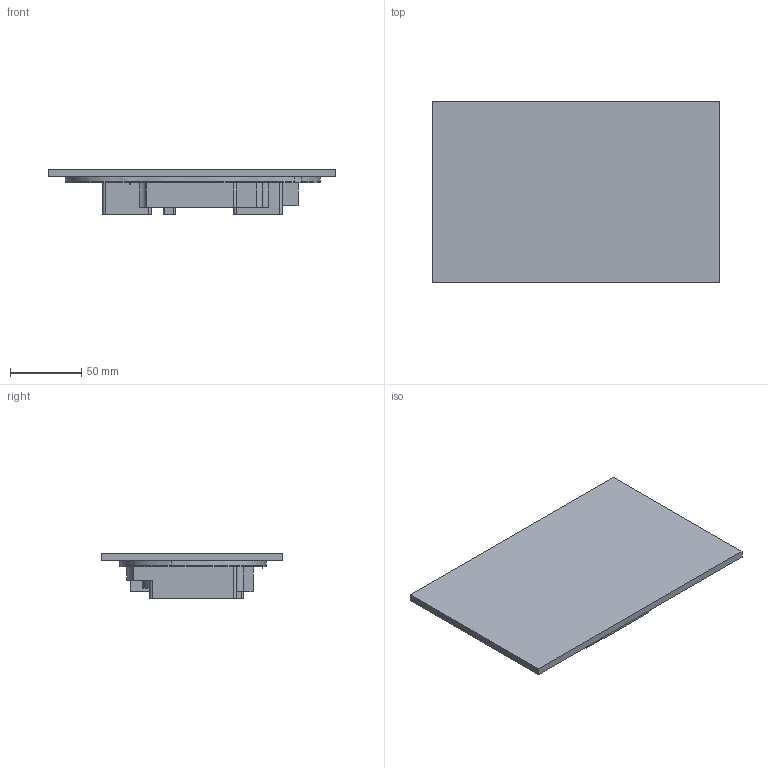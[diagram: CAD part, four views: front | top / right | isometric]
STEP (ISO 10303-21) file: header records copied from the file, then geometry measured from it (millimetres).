
FILE_DESCRIPTION(/* description */ (''),/* implementation_level */ '2;1');
FILE_NAME(/* name */ 'Stylish Belt Synth V3 Wood CNC Back Fixturing Jig.step',/* time_stamp */ '2019-07-12T00:16:32-07:00',/* author */ (''),/* organization */ (''),/* preprocessor_version */ 'ST-DEVELOPER v18',/* originating_system */ 'Autodesk Translation Framework v8.2.0.1029',/* authorisation */ '');
FILE_SCHEMA (('AUTOMOTIVE_DESIGN { 1 0 10303 214 3 1 1 }'));
Length unit declared in the file: millimetre
Products named in the file (2): Back; BackFixtureJig
Assembly tree (1 placements, depth 2):
  Back
    BackFixtureJig
Bounding box: 202.14 x 127.71 x 32 mm (x, y, z)
Volume: 363716.9 mm3; surface area: 70427.2 mm2
Topology: 1 solids, 1 shells, 74 faces, 200 edges, 134 vertices
Faces by surface type: plane 36, cylinder 20, bspline 18
Full cylindrical faces by diameter (mm): 33.48 x1, 43.93 x1
Entity records: 5390 total; most frequent: CARTESIAN_POINT 3572, ORIENTED_EDGE 400, DIRECTION 313, EDGE_CURVE 200, VERTEX_POINT 134, LINE 115, VECTOR 115, AXIS2_PLACEMENT_3D 99
